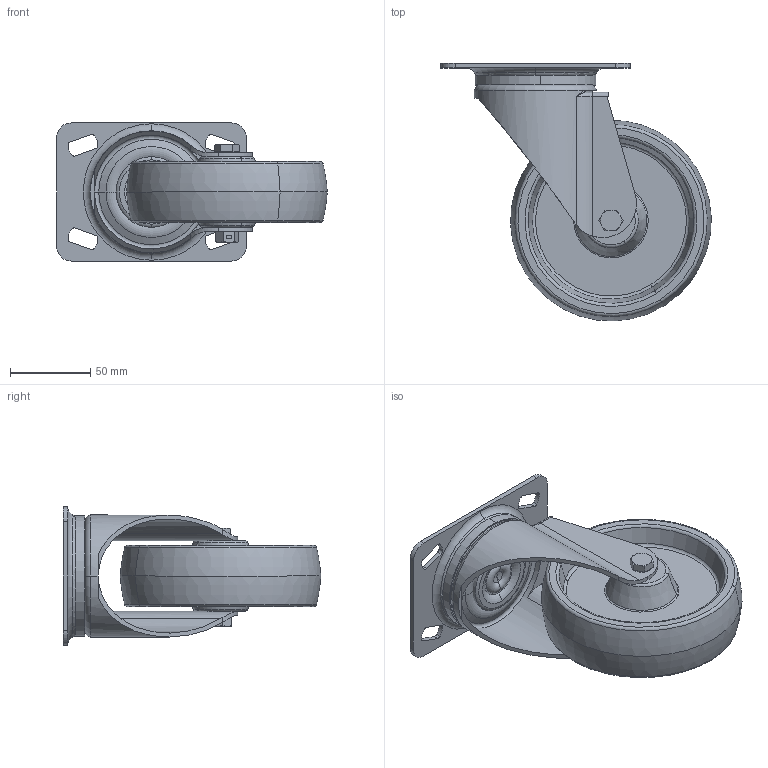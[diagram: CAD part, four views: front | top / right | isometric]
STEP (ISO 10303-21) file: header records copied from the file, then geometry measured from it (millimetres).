
FILE_DESCRIPTION (( 'STEP AP214' ), '1' );
FILE_NAME ('0030246_L-IT-HDK-125-G-3.STEP', '2017-03-02T15:58:11', ( '' ), ( '' ), 'SwSTEP 2.0', 'SolidWorks 2016', '' );
FILE_SCHEMA (( 'AUTOMOTIVE_DESIGN' ));
Length unit declared in the file: millimetre
Products named in the file (1): 0030246_L-IT-HDK-125-G-3
Bounding box: 168.46 x 160.46 x 86 mm (x, y, z)
Surface area: 105182.2 mm2 (no closed solid volume)
Topology: 0 solids, 11 shells, 249 faces, 594 edges, 365 vertices
Faces by surface type: plane 76, cylinder 71, torus 58, cone 42, bspline 2
Entity records: 11178 total; most frequent: CARTESIAN_POINT 2477, DIRECTION 1357, ORIENTED_EDGE 1147, EDGE_CURVE 590, AXIS2_PLACEMENT_3D 574, VERTEX_POINT 365, CIRCLE 326, EDGE_LOOP 282
